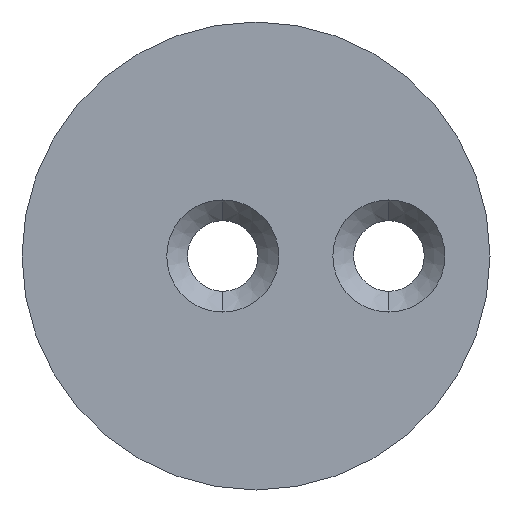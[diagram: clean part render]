
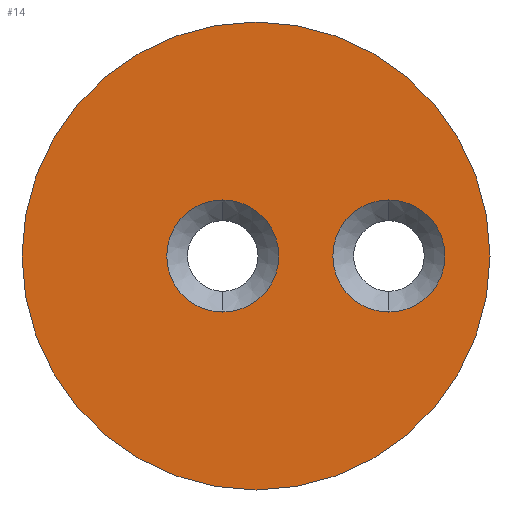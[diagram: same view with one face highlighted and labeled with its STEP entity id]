
A CAD part, front view. The second image highlights one B-rep face of the part: STEP entity #14.
In plain terms, the highlighted planar face has unit normal (0, -1, 0).
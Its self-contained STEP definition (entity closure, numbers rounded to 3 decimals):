
#12 = CARTESIAN_POINT ( 'NONE',  ( 3.2, -0.5, 1.35 ) ) ;
#14 = ADVANCED_FACE ( 'NONE', ( #369, #275, #473 ), #49, .T. ) ;
#17 = AXIS2_PLACEMENT_3D ( 'NONE', #316, #623, #478 ) ;
#27 = DIRECTION ( 'NONE',  ( 0., 1., 0. ) ) ;
#30 = ORIENTED_EDGE ( 'NONE', *, *, #377, .T. ) ;
#49 = PLANE ( 'NONE',  #17 ) ;
#55 = CARTESIAN_POINT ( 'NONE',  ( -0.8, -0.5, 0. ) ) ;
#66 = CARTESIAN_POINT ( 'NONE',  ( -0.8, -0.5, 0. ) ) ;
#78 = CARTESIAN_POINT ( 'NONE',  ( 3.2, -0.5, 0. ) ) ;
#107 = DIRECTION ( 'NONE',  ( 0., 0., -1. ) ) ;
#109 = AXIS2_PLACEMENT_3D ( 'NONE', #279, #193, #107 ) ;
#111 = EDGE_LOOP ( 'NONE', ( #348, #406 ) ) ;
#112 = CARTESIAN_POINT ( 'NONE',  ( 0., -0.5, 5.635 ) ) ;
#127 = CIRCLE ( 'NONE', #263, 1.35 ) ;
#141 = EDGE_CURVE ( 'NONE', #500, #215, #145, .T. ) ;
#145 = CIRCLE ( 'NONE', #411, 5.635 ) ;
#148 = EDGE_CURVE ( 'NONE', #554, #614, #399, .T. ) ;
#152 = CARTESIAN_POINT ( 'NONE',  ( 0., -0.5, 0. ) ) ;
#193 = DIRECTION ( 'NONE',  ( 0., -1., 0. ) ) ;
#202 = CIRCLE ( 'NONE', #255, 1.35 ) ;
#203 = AXIS2_PLACEMENT_3D ( 'NONE', #55, #567, #509 ) ;
#215 = VERTEX_POINT ( 'NONE', #112 ) ;
#235 = VERTEX_POINT ( 'NONE', #12 ) ;
#238 = DIRECTION ( 'NONE',  ( 0., 0., -1. ) ) ;
#255 = AXIS2_PLACEMENT_3D ( 'NONE', #66, #282, #678 ) ;
#263 = AXIS2_PLACEMENT_3D ( 'NONE', #267, #327, #575 ) ;
#267 = CARTESIAN_POINT ( 'NONE',  ( 3.2, -0.5, 0. ) ) ;
#275 = FACE_BOUND ( 'NONE', #111, .T. ) ;
#279 = CARTESIAN_POINT ( 'NONE',  ( 0., -0.5, 0. ) ) ;
#282 = DIRECTION ( 'NONE',  ( 0., 1., 0. ) ) ;
#316 = CARTESIAN_POINT ( 'NONE',  ( 0., -0.5, 0. ) ) ;
#326 = DIRECTION ( 'NONE',  ( 0., 0., -1. ) ) ;
#327 = DIRECTION ( 'NONE',  ( 0., 1., 0. ) ) ;
#333 = EDGE_CURVE ( 'NONE', #562, #235, #538, .T. ) ;
#348 = ORIENTED_EDGE ( 'NONE', *, *, #148, .T. ) ;
#369 = FACE_BOUND ( 'NONE', #512, .T. ) ;
#377 = EDGE_CURVE ( 'NONE', #215, #500, #618, .T. ) ;
#392 = CARTESIAN_POINT ( 'NONE',  ( 3.2, -0.5, -1.35 ) ) ;
#399 = CIRCLE ( 'NONE', #203, 1.35 ) ;
#406 = ORIENTED_EDGE ( 'NONE', *, *, #441, .T. ) ;
#411 = AXIS2_PLACEMENT_3D ( 'NONE', #152, #578, #326 ) ;
#418 = ORIENTED_EDGE ( 'NONE', *, *, #141, .T. ) ;
#422 = CARTESIAN_POINT ( 'NONE',  ( 0., -0.5, -5.635 ) ) ;
#441 = EDGE_CURVE ( 'NONE', #614, #554, #202, .T. ) ;
#442 = ORIENTED_EDGE ( 'NONE', *, *, #594, .T. ) ;
#453 = EDGE_LOOP ( 'NONE', ( #30, #418 ) ) ;
#473 = FACE_OUTER_BOUND ( 'NONE', #453, .T. ) ;
#478 = DIRECTION ( 'NONE',  ( 0., 0., -1. ) ) ;
#500 = VERTEX_POINT ( 'NONE', #422 ) ;
#509 = DIRECTION ( 'NONE',  ( 0., 0., -1. ) ) ;
#512 = EDGE_LOOP ( 'NONE', ( #548, #442 ) ) ;
#527 = CARTESIAN_POINT ( 'NONE',  ( -0.8, -0.5, 1.35 ) ) ;
#538 = CIRCLE ( 'NONE', #628, 1.35 ) ;
#546 = CARTESIAN_POINT ( 'NONE',  ( -0.8, -0.5, -1.35 ) ) ;
#548 = ORIENTED_EDGE ( 'NONE', *, *, #333, .T. ) ;
#554 = VERTEX_POINT ( 'NONE', #546 ) ;
#562 = VERTEX_POINT ( 'NONE', #392 ) ;
#567 = DIRECTION ( 'NONE',  ( 0., 1., 0. ) ) ;
#575 = DIRECTION ( 'NONE',  ( 0., 0., -1. ) ) ;
#578 = DIRECTION ( 'NONE',  ( 0., -1., 0. ) ) ;
#594 = EDGE_CURVE ( 'NONE', #235, #562, #127, .T. ) ;
#614 = VERTEX_POINT ( 'NONE', #527 ) ;
#618 = CIRCLE ( 'NONE', #109, 5.635 ) ;
#623 = DIRECTION ( 'NONE',  ( 0., -1., 0. ) ) ;
#628 = AXIS2_PLACEMENT_3D ( 'NONE', #78, #27, #238 ) ;
#678 = DIRECTION ( 'NONE',  ( 0., 0., -1. ) ) ;
